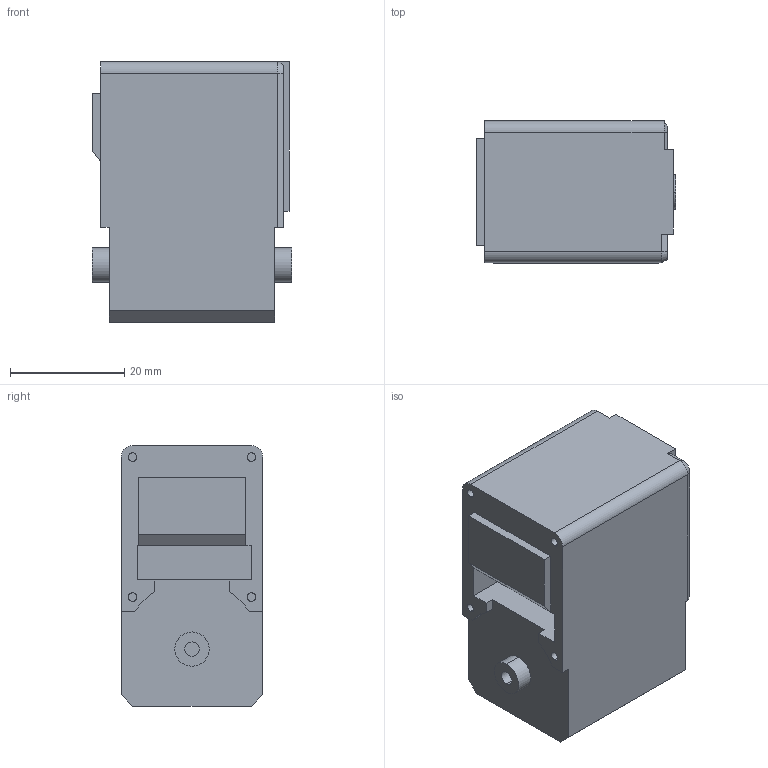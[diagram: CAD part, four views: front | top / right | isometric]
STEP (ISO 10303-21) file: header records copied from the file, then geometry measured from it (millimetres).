
FILE_DESCRIPTION (( 'STEP AP214' ), '1' );
FILE_NAME ('servoFeetechSTS3215.STEP', '2025-11-14T04:03:41', ( 'Stepan' ), ( '' ), 'SwSTEP 2.0', 'SolidWorks 2022', '' );
FILE_SCHEMA (( 'AUTOMOTIVE_DESIGN' ));
Length unit declared in the file: millimetre
Products named in the file (1): servoFeetechSTS3215
Bounding box: 35 x 24.8 x 45.6 mm (x, y, z)
Volume: 34422 mm3; surface area: 7434 mm2
Topology: 1 solids, 1 shells, 90 faces, 210 edges, 137 vertices
Faces by surface type: plane 50, cylinder 38, cone 2
Entity records: 3177 total; most frequent: DIRECTION 472, CARTESIAN_POINT 438, ORIENTED_EDGE 420, EDGE_CURVE 210, AXIS2_PLACEMENT_3D 171, VERTEX_POINT 137, VECTOR 130, LINE 130
